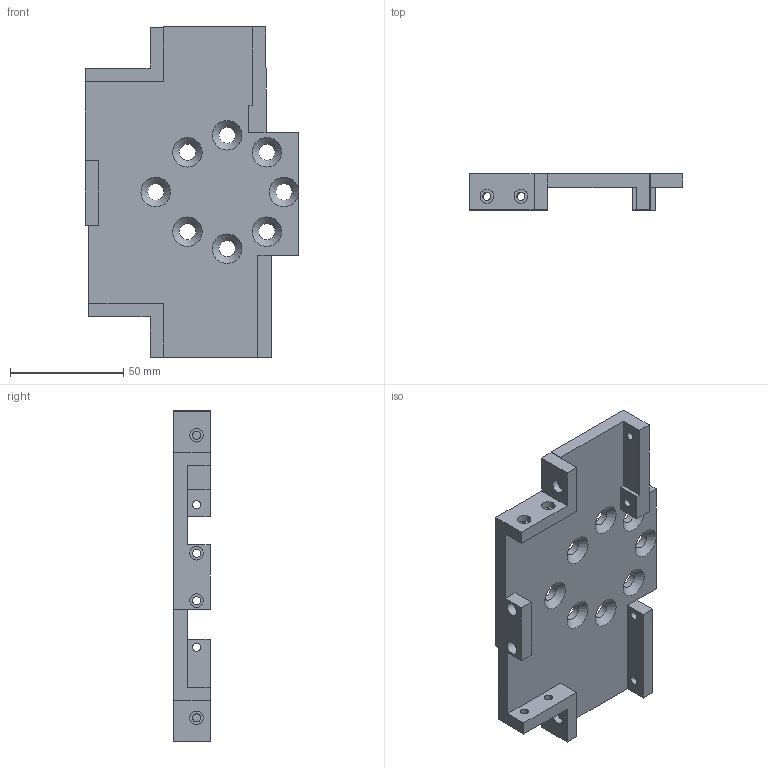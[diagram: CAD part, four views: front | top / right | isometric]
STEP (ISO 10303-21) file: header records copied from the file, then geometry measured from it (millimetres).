
FILE_DESCRIPTION(/* description */ (''),/* implementation_level */ '2;1');
FILE_NAME(/* name */ '4_fingers_mount.stp',/* time_stamp */ '2024-12-31T16:52:05-05:00',/* author */ ('Kenny'),/* organization */ (''),/* preprocessor_version */ 'ST-DEVELOPER v20',/* originating_system */ 'Autodesk Inventor 2025',/* authorisation */ '');
FILE_SCHEMA (('AUTOMOTIVE_DESIGN { 1 0 10303 214 3 1 1 }'));
Length unit declared in the file: millimetre
Products named in the file (1): xarm_to_4_fingers_MIR
Bounding box: 94 x 16 x 145.7 mm (x, y, z)
Volume: 77637.1 mm3; surface area: 31859.8 mm2
Topology: 1 solids, 1 shells, 89 faces, 216 edges, 140 vertices
Faces by surface type: plane 49, cylinder 32, cone 8
Full cylindrical faces by diameter (mm): 3.6 x12, 6 x12, 7.2 x8
Entity records: 2730 total; most frequent: DIRECTION 469, CARTESIAN_POINT 446, ORIENTED_EDGE 432, EDGE_CURVE 216, AXIS2_PLACEMENT_3D 163, LINE 143, VECTOR 143, EDGE_LOOP 140
